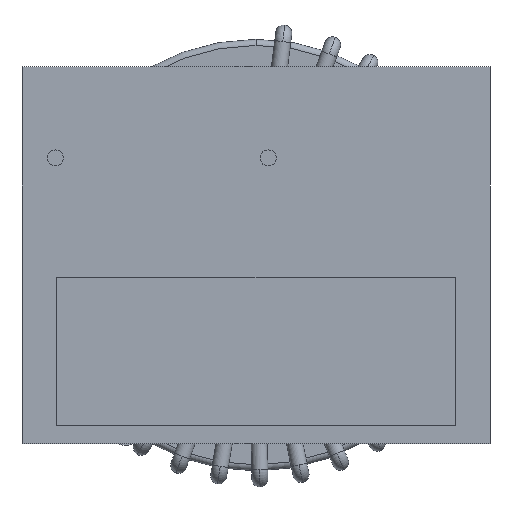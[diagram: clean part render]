
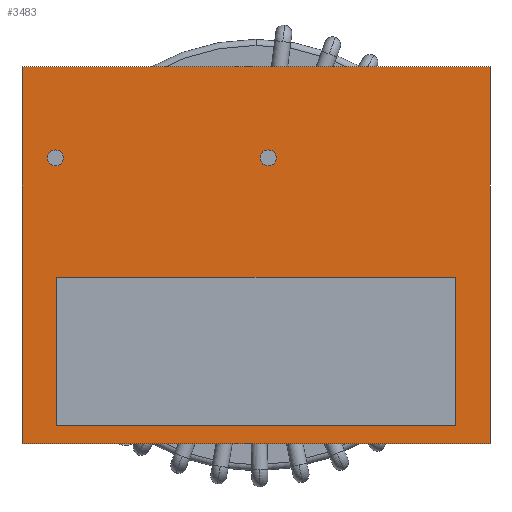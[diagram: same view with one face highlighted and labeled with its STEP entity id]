
A CAD part, front view. The second image highlights one B-rep face of the part: STEP entity #3483.
In plain terms, the highlighted planar face has unit normal (0, -1, 0).
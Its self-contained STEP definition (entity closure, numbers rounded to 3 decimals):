
#13 = LINE ( 'NONE', #12163, #10880 ) ;
#94 = CARTESIAN_POINT ( 'NONE',  ( -19.25, 1.5, -15.5 ) ) ;
#487 = EDGE_CURVE ( 'NONE', #4637, #3476, #13, .T. ) ;
#666 = DIRECTION ( 'NONE',  ( 0., 1., 0. ) ) ;
#1506 = EDGE_LOOP ( 'NONE', ( #8176, #14460 ) ) ;
#1699 = CARTESIAN_POINT ( 'NONE',  ( 19.25, 1.5, -15.5 ) ) ;
#2371 = EDGE_CURVE ( 'NONE', #3476, #11448, #4266, .T. ) ;
#2827 = EDGE_CURVE ( 'NONE', #9732, #4637, #5686, .T. ) ;
#2964 = CARTESIAN_POINT ( 'NONE',  ( 1., 1.5, 8. ) ) ;
#3476 = VERTEX_POINT ( 'NONE', #1699 ) ;
#3483 = ADVANCED_FACE ( 'NONE', ( #15963, #17193, #8037 ), #8167, .F. ) ;
#3799 = EDGE_CURVE ( 'NONE', #19823, #19831, #6811, .T. ) ;
#4244 = ORIENTED_EDGE ( 'NONE', *, *, #487, .F. ) ;
#4266 = LINE ( 'NONE', #8284, #18440 ) ;
#4554 = CARTESIAN_POINT ( 'NONE',  ( 1., 1.5, 7.34 ) ) ;
#4637 = VERTEX_POINT ( 'NONE', #12545 ) ;
#5016 = AXIS2_PLACEMENT_3D ( 'NONE', #2964, #6081, #16830 ) ;
#5077 = CARTESIAN_POINT ( 'NONE',  ( 0., 1.5, 0. ) ) ;
#5271 = CARTESIAN_POINT ( 'NONE',  ( -19.25, 1.5, 15.5 ) ) ;
#5302 = AXIS2_PLACEMENT_3D ( 'NONE', #7636, #18372, #12587 ) ;
#5572 = AXIS2_PLACEMENT_3D ( 'NONE', #5613, #8964, #9035 ) ;
#5613 = CARTESIAN_POINT ( 'NONE',  ( 1., 1.5, 8. ) ) ;
#5686 = LINE ( 'NONE', #14160, #18405 ) ;
#6081 = DIRECTION ( 'NONE',  ( 0., 1., 0. ) ) ;
#6500 = DIRECTION ( 'NONE',  ( 0., 1., 0. ) ) ;
#6811 = CIRCLE ( 'NONE', #14503, 0.66 ) ;
#6836 = VECTOR ( 'NONE', #16002, 1000. ) ;
#7636 = CARTESIAN_POINT ( 'NONE',  ( -16.5, 1.5, 8. ) ) ;
#8037 = FACE_BOUND ( 'NONE', #9287, .T. ) ;
#8167 = PLANE ( 'NONE',  #10774 ) ;
#8176 = ORIENTED_EDGE ( 'NONE', *, *, #17520, .T. ) ;
#8284 = CARTESIAN_POINT ( 'NONE',  ( 19.25, 1.5, -15.5 ) ) ;
#8964 = DIRECTION ( 'NONE',  ( 0., 1., 0. ) ) ;
#9015 = ORIENTED_EDGE ( 'NONE', *, *, #2371, .F. ) ;
#9035 = DIRECTION ( 'NONE',  ( 0., 0., 1. ) ) ;
#9219 = VERTEX_POINT ( 'NONE', #14072 ) ;
#9287 = EDGE_LOOP ( 'NONE', ( #16508, #13227 ) ) ;
#9346 = EDGE_CURVE ( 'NONE', #13212, #9219, #19106, .T. ) ;
#9732 = VERTEX_POINT ( 'NONE', #10122 ) ;
#9805 = DIRECTION ( 'NONE',  ( 1., 0., 0. ) ) ;
#10122 = CARTESIAN_POINT ( 'NONE',  ( -19.25, 1.5, 15.5 ) ) ;
#10705 = DIRECTION ( 'NONE',  ( 0., 0., -1. ) ) ;
#10774 = AXIS2_PLACEMENT_3D ( 'NONE', #5077, #666, #15879 ) ;
#10880 = VECTOR ( 'NONE', #10705, 1000. ) ;
#11120 = CARTESIAN_POINT ( 'NONE',  ( -16.5, 1.5, 8. ) ) ;
#11448 = VERTEX_POINT ( 'NONE', #94 ) ;
#12163 = CARTESIAN_POINT ( 'NONE',  ( 19.25, 1.5, 15.5 ) ) ;
#12545 = CARTESIAN_POINT ( 'NONE',  ( 19.25, 1.5, 15.5 ) ) ;
#12587 = DIRECTION ( 'NONE',  ( 0., 0., 1. ) ) ;
#13212 = VERTEX_POINT ( 'NONE', #4554 ) ;
#13227 = ORIENTED_EDGE ( 'NONE', *, *, #15682, .T. ) ;
#13806 = LINE ( 'NONE', #5271, #6836 ) ;
#13981 = CARTESIAN_POINT ( 'NONE',  ( -16.5, 1.5, 8.66 ) ) ;
#14072 = CARTESIAN_POINT ( 'NONE',  ( 1., 1.5, 8.66 ) ) ;
#14160 = CARTESIAN_POINT ( 'NONE',  ( 19.25, 1.5, 15.5 ) ) ;
#14460 = ORIENTED_EDGE ( 'NONE', *, *, #3799, .T. ) ;
#14487 = EDGE_LOOP ( 'NONE', ( #17684, #9015, #4244, #18979 ) ) ;
#14503 = AXIS2_PLACEMENT_3D ( 'NONE', #11120, #6500, #18726 ) ;
#15682 = EDGE_CURVE ( 'NONE', #9219, #13212, #15813, .T. ) ;
#15813 = CIRCLE ( 'NONE', #5572, 0.66 ) ;
#15879 = DIRECTION ( 'NONE',  ( 0., 0., 1. ) ) ;
#15963 = FACE_OUTER_BOUND ( 'NONE', #14487, .T. ) ;
#15995 = DIRECTION ( 'NONE',  ( -1., 0., 0. ) ) ;
#16002 = DIRECTION ( 'NONE',  ( 0., 0., 1. ) ) ;
#16508 = ORIENTED_EDGE ( 'NONE', *, *, #9346, .T. ) ;
#16829 = CARTESIAN_POINT ( 'NONE',  ( -16.5, 1.5, 7.34 ) ) ;
#16830 = DIRECTION ( 'NONE',  ( 0., 0., 1. ) ) ;
#17193 = FACE_BOUND ( 'NONE', #1506, .T. ) ;
#17286 = CIRCLE ( 'NONE', #5302, 0.66 ) ;
#17520 = EDGE_CURVE ( 'NONE', #19831, #19823, #17286, .T. ) ;
#17684 = ORIENTED_EDGE ( 'NONE', *, *, #19959, .F. ) ;
#18372 = DIRECTION ( 'NONE',  ( 0., 1., 0. ) ) ;
#18405 = VECTOR ( 'NONE', #9805, 1000. ) ;
#18440 = VECTOR ( 'NONE', #15995, 1000. ) ;
#18726 = DIRECTION ( 'NONE',  ( 0., 0., 1. ) ) ;
#18979 = ORIENTED_EDGE ( 'NONE', *, *, #2827, .F. ) ;
#19106 = CIRCLE ( 'NONE', #5016, 0.66 ) ;
#19823 = VERTEX_POINT ( 'NONE', #13981 ) ;
#19831 = VERTEX_POINT ( 'NONE', #16829 ) ;
#19959 = EDGE_CURVE ( 'NONE', #11448, #9732, #13806, .T. ) ;
